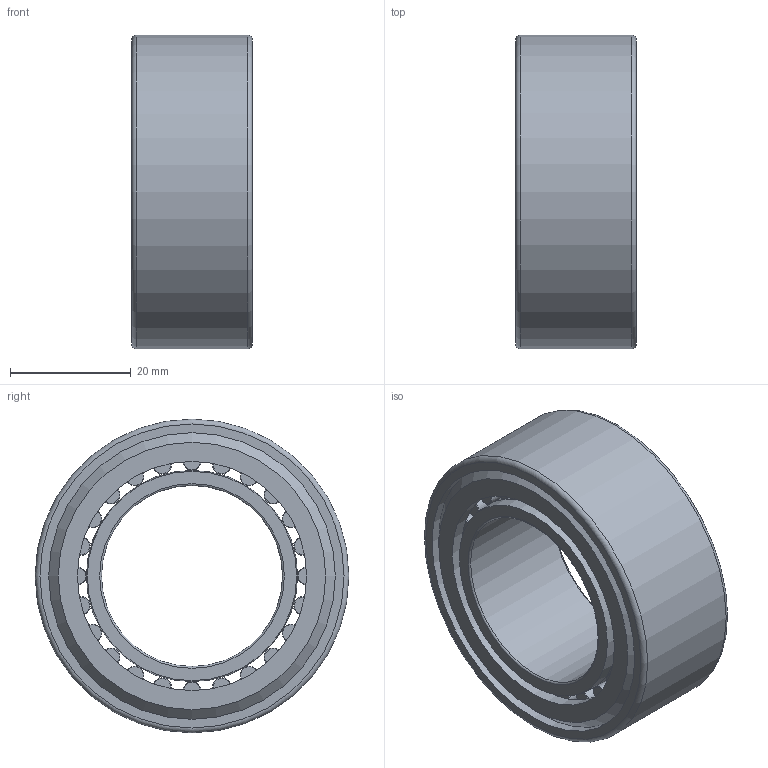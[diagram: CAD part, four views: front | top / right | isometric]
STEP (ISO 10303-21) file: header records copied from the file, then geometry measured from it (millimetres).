
FILE_DESCRIPTION(/* description */ (''),/* implementation_level */ '2;1');
FILE_NAME(/* name */ 'BM-16.step',/* time_stamp */ '2024-05-09T15:50:32+01:00',/* author */ (''),/* organization */ (''),/* preprocessor_version */ 'ST-DEVELOPER v20',/* originating_system */ 'Autodesk Translation Framework v12.20.1.177',/* authorisation */ '');
FILE_SCHEMA (('AUTOMOTIVE_DESIGN { 1 0 10303 214 3 1 1 }'));
Length unit declared in the file: millimetre
Products named in the file (4): BM-16; SKF_PNA 30_52_PART1; SKF_PNA 30_52_PART2; SKF_PNA 30_52_PART3
Assembly tree (26 placements, depth 2):
  BM-16
    SKF_PNA 30_52_PART1
    SKF_PNA 30_52_PART2
    SKF_PNA 30_52_PART3  x24
Bounding box: 20 x 52 x 52 mm (x, y, z)
Volume: 24179.4 mm3; surface area: 17141.4 mm2
Topology: 26 solids, 26 shells, 144 faces, 260 edges, 172 vertices
Faces by surface type: plane 56, torus 52, cylinder 32, cone 4
Full cylindrical faces by diameter (mm): 3 x24, 30 x1, 35 x1, 38 x2, 41 x1, 47.5 x2, 52 x1
Entity records: 1070 total; most frequent: DIRECTION 211, CARTESIAN_POINT 146, ORIENTED_EDGE 106, AXIS2_PLACEMENT_3D 99, EDGE_CURVE 53, CIRCLE 40, EDGE_LOOP 37, VERTEX_POINT 34
